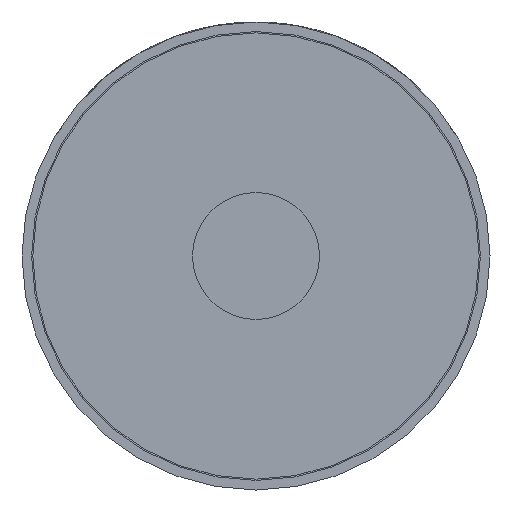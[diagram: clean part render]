
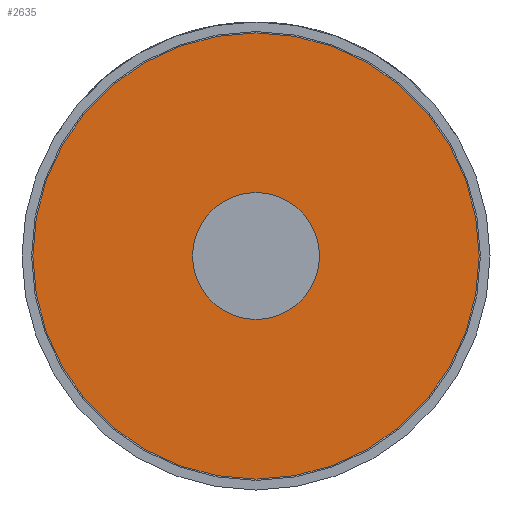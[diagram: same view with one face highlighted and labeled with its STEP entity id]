
A CAD part, front view. The second image highlights one B-rep face of the part: STEP entity #2635.
In plain terms, the highlighted planar face has unit normal (0, -1, 0).
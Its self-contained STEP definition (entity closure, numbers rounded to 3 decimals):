
#149 = CARTESIAN_POINT ( 'NONE',  ( 0.037, 0.053, 0.495 ) ) ;
#259 = CARTESIAN_POINT ( 'NONE',  ( 0.037, 0.053, 0. ) ) ;
#294 = DIRECTION ( 'NONE',  ( 0., -1., 0. ) ) ;
#752 = DIRECTION ( 'NONE',  ( 0., 0., -1. ) ) ;
#769 = EDGE_CURVE ( 'NONE', #2051, #2329, #4309, .T. ) ;
#959 = EDGE_LOOP ( 'NONE', ( #1436, #3991 ) ) ;
#978 = DIRECTION ( 'NONE',  ( 0., -1., 0. ) ) ;
#1019 = DIRECTION ( 'NONE',  ( 0., 0., -1. ) ) ;
#1333 = AXIS2_PLACEMENT_3D ( 'NONE', #3235, #978, #1019 ) ;
#1414 = AXIS2_PLACEMENT_3D ( 'NONE', #3019, #3313, #752 ) ;
#1417 = PLANE ( 'NONE',  #4380 ) ;
#1436 = ORIENTED_EDGE ( 'NONE', *, *, #769, .T. ) ;
#1482 = ORIENTED_EDGE ( 'NONE', *, *, #2214, .T. ) ;
#1528 = ORIENTED_EDGE ( 'NONE', *, *, #3954, .T. ) ;
#1589 = CARTESIAN_POINT ( 'NONE',  ( 0.037, 0.053, -1.74 ) ) ;
#1721 = CARTESIAN_POINT ( 'NONE',  ( 0.037, 0.053, 0. ) ) ;
#1759 = FACE_BOUND ( 'NONE', #3938, .T. ) ;
#2051 = VERTEX_POINT ( 'NONE', #1589 ) ;
#2214 = EDGE_CURVE ( 'NONE', #2942, #3821, #4308, .T. ) ;
#2329 = VERTEX_POINT ( 'NONE', #2589 ) ;
#2395 = DIRECTION ( 'NONE',  ( 0., 1., 0. ) ) ;
#2425 = DIRECTION ( 'NONE',  ( 0., -1., 0. ) ) ;
#2499 = AXIS2_PLACEMENT_3D ( 'NONE', #1721, #2425, #4332 ) ;
#2589 = CARTESIAN_POINT ( 'NONE',  ( 0.037, 0.053, 1.74 ) ) ;
#2635 = ADVANCED_FACE ( 'Defeature ausgef�hrt1_4', ( #1759, #4797 ), #1417, .T. ) ;
#2826 = CIRCLE ( 'NONE', #1414, 0.495 ) ;
#2942 = VERTEX_POINT ( 'NONE', #149 ) ;
#3019 = CARTESIAN_POINT ( 'NONE',  ( 0.037, 0.053, 0. ) ) ;
#3235 = CARTESIAN_POINT ( 'NONE',  ( 0.037, 0.053, 0. ) ) ;
#3273 = AXIS2_PLACEMENT_3D ( 'NONE', #259, #2395, #3976 ) ;
#3313 = DIRECTION ( 'NONE',  ( 0., 1., 0. ) ) ;
#3663 = CARTESIAN_POINT ( 'NONE',  ( 0.037, 0.053, 0. ) ) ;
#3664 = CARTESIAN_POINT ( 'NONE',  ( 0.037, 0.053, -0.495 ) ) ;
#3821 = VERTEX_POINT ( 'NONE', #3664 ) ;
#3938 = EDGE_LOOP ( 'NONE', ( #1482, #1528 ) ) ;
#3954 = EDGE_CURVE ( 'NONE', #3821, #2942, #2826, .T. ) ;
#3976 = DIRECTION ( 'NONE',  ( 0., 0., -1. ) ) ;
#3991 = ORIENTED_EDGE ( 'NONE', *, *, #4315, .T. ) ;
#4056 = DIRECTION ( 'NONE',  ( 0., 0., -1. ) ) ;
#4308 = CIRCLE ( 'NONE', #3273, 0.495 ) ;
#4309 = CIRCLE ( 'NONE', #1333, 1.74 ) ;
#4315 = EDGE_CURVE ( 'NONE', #2329, #2051, #4630, .T. ) ;
#4332 = DIRECTION ( 'NONE',  ( 0., 0., -1. ) ) ;
#4380 = AXIS2_PLACEMENT_3D ( 'NONE', #3663, #294, #4056 ) ;
#4630 = CIRCLE ( 'NONE', #2499, 1.74 ) ;
#4797 = FACE_OUTER_BOUND ( 'NONE', #959, .T. ) ;
